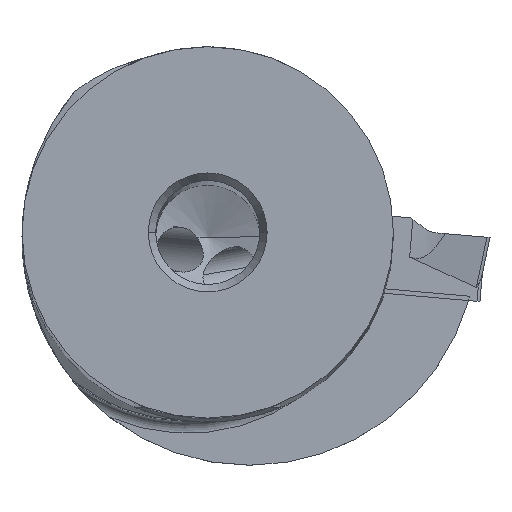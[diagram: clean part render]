
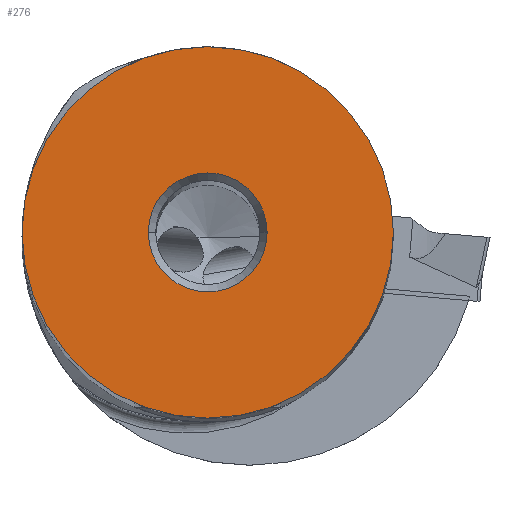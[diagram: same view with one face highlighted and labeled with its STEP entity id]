
A CAD part, top view. The second image highlights one B-rep face of the part: STEP entity #276.
In plain terms, the highlighted planar face has unit normal (0, 0, 1).
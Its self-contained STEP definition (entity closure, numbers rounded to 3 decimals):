
#67=FACE_BOUND('',#580,.T.);
#68=FACE_BOUND('',#581,.T.);
#276=ADVANCED_FACE('',(#67,#68),#335,.T.);
#335=PLANE('',#2976);
#580=EDGE_LOOP('',(#1269,#1270));
#581=EDGE_LOOP('',(#1271,#1272));
#1269=ORIENTED_EDGE('',*,*,#1983,.T.);
#1270=ORIENTED_EDGE('',*,*,#1976,.T.);
#1271=ORIENTED_EDGE('',*,*,#1988,.T.);
#1272=ORIENTED_EDGE('',*,*,#1989,.T.);
#1611=VERTEX_POINT('',#5861);
#1612=VERTEX_POINT('',#5862);
#1621=VERTEX_POINT('',#5885);
#1622=VERTEX_POINT('',#5886);
#1976=EDGE_CURVE('',#1611,#1612,#2274,.T.);
#1983=EDGE_CURVE('',#1612,#1611,#2275,.T.);
#1988=EDGE_CURVE('',#1621,#1622,#2276,.T.);
#1989=EDGE_CURVE('',#1622,#1621,#2277,.T.);
#2274=CIRCLE('',#2966,12.5);
#2275=CIRCLE('',#2970,12.5);
#2276=CIRCLE('',#2974,4.);
#2277=CIRCLE('',#2975,4.);
#2966=AXIS2_PLACEMENT_3D('',#5860,#3556,#3557);
#2970=AXIS2_PLACEMENT_3D('',#5874,#3568,#3569);
#2974=AXIS2_PLACEMENT_3D('',#5884,#3578,#3579);
#2975=AXIS2_PLACEMENT_3D('',#5887,#3580,#3581);
#2976=AXIS2_PLACEMENT_3D('',#5888,#3582,#3583);
#3556=DIRECTION('',(0.,0.,1.));
#3557=DIRECTION('',(1.,0.,0.));
#3568=DIRECTION('',(0.,0.,1.));
#3569=DIRECTION('',(-1.,0.,0.));
#3578=DIRECTION('',(0.,0.,-1.));
#3579=DIRECTION('',(-1.,0.,0.));
#3580=DIRECTION('',(0.,0.,-1.));
#3581=DIRECTION('',(1.,0.,0.));
#3582=DIRECTION('',(0.,0.,1.));
#3583=DIRECTION('',(-1.,0.,0.));
#5860=CARTESIAN_POINT('',(0.,0.,0.));
#5861=CARTESIAN_POINT('',(12.5,0.,0.));
#5862=CARTESIAN_POINT('',(-12.5,0.,0.));
#5874=CARTESIAN_POINT('',(0.,0.,0.));
#5884=CARTESIAN_POINT('',(0.,0.,0.));
#5885=CARTESIAN_POINT('',(-4.,0.,0.));
#5886=CARTESIAN_POINT('',(4.,0.,0.));
#5887=CARTESIAN_POINT('',(0.,0.,0.));
#5888=CARTESIAN_POINT('',(0.,0.,0.));
